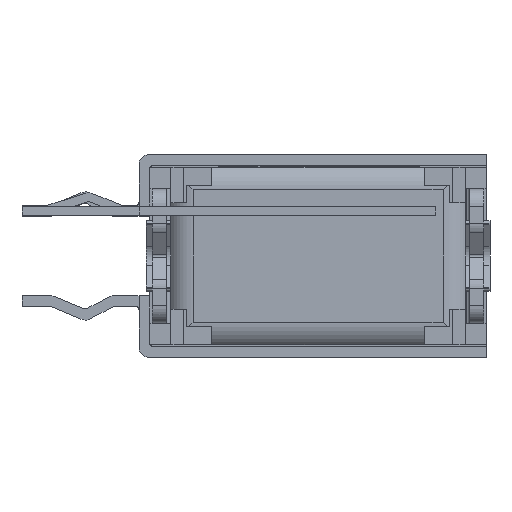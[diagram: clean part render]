
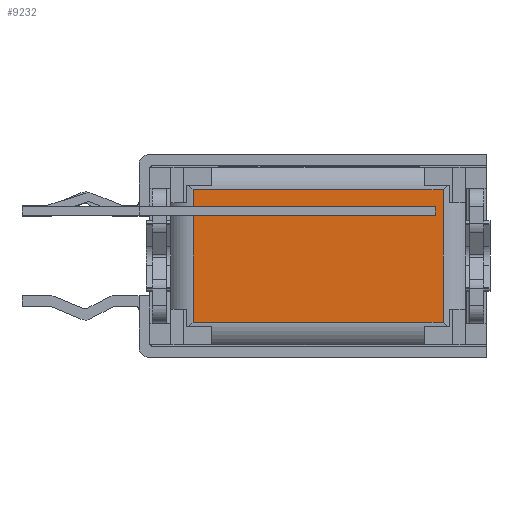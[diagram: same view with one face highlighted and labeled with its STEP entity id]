
A CAD part, front view. The second image highlights one B-rep face of the part: STEP entity #9232.
In plain terms, the highlighted planar face has unit normal (0, -1, 0).
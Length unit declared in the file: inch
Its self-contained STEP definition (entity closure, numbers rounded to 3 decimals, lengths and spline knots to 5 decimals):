
#172=FACE_BOUND('',#863,.T.);
#173=FACE_BOUND('',#864,.T.);
#174=FACE_BOUND('',#865,.T.);
#359=FACE_OUTER_BOUND('',#862,.T.);
#862=EDGE_LOOP('',(#6496,#6497,#6498,#6499));
#863=EDGE_LOOP('',(#6500,#6501,#6502,#6503));
#864=EDGE_LOOP('',(#6504,#6505,#6506,#6507));
#865=EDGE_LOOP('',(#6508,#6509,#6510,#6511));
#1702=LINE('',#13262,#2801);
#1707=LINE('',#13275,#2806);
#1714=LINE('',#13297,#2813);
#1718=LINE('',#13314,#2817);
#1719=LINE('',#13315,#2818);
#1720=LINE('',#13318,#2819);
#1721=LINE('',#13319,#2820);
#1722=LINE('',#13320,#2821);
#1723=LINE('',#13323,#2822);
#1724=LINE('',#13325,#2823);
#1725=LINE('',#13327,#2824);
#1726=LINE('',#13328,#2825);
#1727=LINE('',#13331,#2826);
#1728=LINE('',#13333,#2827);
#1729=LINE('',#13335,#2828);
#1730=LINE('',#13336,#2829);
#2801=VECTOR('',#10812,0.3937);
#2806=VECTOR('',#10821,0.0315);
#2813=VECTOR('',#10840,0.0315);
#2817=VECTOR('',#10856,0.0315);
#2818=VECTOR('',#10857,0.0315);
#2819=VECTOR('',#10858,0.3937);
#2820=VECTOR('',#10859,0.3937);
#2821=VECTOR('',#10860,0.3937);
#2822=VECTOR('',#10861,0.3937);
#2823=VECTOR('',#10862,0.3937);
#2824=VECTOR('',#10863,0.3937);
#2825=VECTOR('',#10864,0.3937);
#2826=VECTOR('',#10865,0.3937);
#2827=VECTOR('',#10866,0.3937);
#2828=VECTOR('',#10867,0.3937);
#2829=VECTOR('',#10868,0.3937);
#3893=VERTEX_POINT('',#13259);
#3894=VERTEX_POINT('',#13261);
#3899=VERTEX_POINT('',#13272);
#3900=VERTEX_POINT('',#13274);
#3909=VERTEX_POINT('',#13296);
#3916=VERTEX_POINT('',#13313);
#3917=VERTEX_POINT('',#13316);
#3918=VERTEX_POINT('',#13317);
#3919=VERTEX_POINT('',#13321);
#3920=VERTEX_POINT('',#13322);
#3921=VERTEX_POINT('',#13324);
#3922=VERTEX_POINT('',#13326);
#3923=VERTEX_POINT('',#13329);
#3924=VERTEX_POINT('',#13330);
#3925=VERTEX_POINT('',#13332);
#3926=VERTEX_POINT('',#13334);
#4880=EDGE_CURVE('',#3894,#3893,#1702,.T.);
#4886=EDGE_CURVE('',#3899,#3900,#1707,.T.);
#4897=EDGE_CURVE('',#3900,#3909,#1714,.T.);
#4906=EDGE_CURVE('',#3916,#3899,#1718,.T.);
#4907=EDGE_CURVE('',#3909,#3916,#1719,.T.);
#4908=EDGE_CURVE('',#3917,#3918,#1720,.T.);
#4909=EDGE_CURVE('',#3918,#3894,#1721,.T.);
#4910=EDGE_CURVE('',#3893,#3917,#1722,.T.);
#4911=EDGE_CURVE('',#3919,#3920,#1723,.T.);
#4912=EDGE_CURVE('',#3920,#3921,#1724,.T.);
#4913=EDGE_CURVE('',#3921,#3922,#1725,.T.);
#4914=EDGE_CURVE('',#3922,#3919,#1726,.T.);
#4915=EDGE_CURVE('',#3923,#3924,#1727,.T.);
#4916=EDGE_CURVE('',#3924,#3925,#1728,.T.);
#4917=EDGE_CURVE('',#3925,#3926,#1729,.T.);
#4918=EDGE_CURVE('',#3926,#3923,#1730,.T.);
#6496=ORIENTED_EDGE('',*,*,#4886,.F.);
#6497=ORIENTED_EDGE('',*,*,#4906,.F.);
#6498=ORIENTED_EDGE('',*,*,#4907,.F.);
#6499=ORIENTED_EDGE('',*,*,#4897,.F.);
#6500=ORIENTED_EDGE('',*,*,#4908,.T.);
#6501=ORIENTED_EDGE('',*,*,#4909,.T.);
#6502=ORIENTED_EDGE('',*,*,#4880,.T.);
#6503=ORIENTED_EDGE('',*,*,#4910,.T.);
#6504=ORIENTED_EDGE('',*,*,#4911,.T.);
#6505=ORIENTED_EDGE('',*,*,#4912,.T.);
#6506=ORIENTED_EDGE('',*,*,#4913,.T.);
#6507=ORIENTED_EDGE('',*,*,#4914,.T.);
#6508=ORIENTED_EDGE('',*,*,#4915,.T.);
#6509=ORIENTED_EDGE('',*,*,#4916,.T.);
#6510=ORIENTED_EDGE('',*,*,#4917,.T.);
#6511=ORIENTED_EDGE('',*,*,#4918,.T.);
#8832=PLANE('',#9830);
#9232=ADVANCED_FACE('',(#359,#172,#173,#174),#8832,.T.);
#9830=AXIS2_PLACEMENT_3D('',#13312,#10854,#10855);
#10812=DIRECTION('',(1.,0.,0.));
#10821=DIRECTION('',(-1.,0.,0.));
#10840=DIRECTION('',(0.,0.,1.));
#10854=DIRECTION('center_axis',(0.,-1.,0.));
#10855=DIRECTION('ref_axis',(1.,0.,0.));
#10856=DIRECTION('',(0.,0.,-1.));
#10857=DIRECTION('',(1.,0.,0.));
#10858=DIRECTION('',(-1.,0.,0.));
#10859=DIRECTION('',(0.,0.,1.));
#10860=DIRECTION('',(0.,0.,-1.));
#10861=DIRECTION('',(-1.,0.,0.));
#10862=DIRECTION('',(0.,0.,1.));
#10863=DIRECTION('',(1.,0.,0.));
#10864=DIRECTION('',(0.,0.,-1.));
#10865=DIRECTION('',(-1.,0.,0.));
#10866=DIRECTION('',(0.,0.,1.));
#10867=DIRECTION('',(1.,0.,0.));
#10868=DIRECTION('',(0.,0.,-1.));
#13259=CARTESIAN_POINT('',(-0.08268,0.00787,0.05492));
#13261=CARTESIAN_POINT('',(-0.12992,0.00787,0.05492));
#13262=CARTESIAN_POINT('',(-0.06987,0.00787,0.05492));
#13272=CARTESIAN_POINT('',(0.1388,0.00787,-0.07384));
#13274=CARTESIAN_POINT('',(-0.1388,0.00787,-0.07384));
#13275=CARTESIAN_POINT('',(-0.11811,0.00787,-0.07384));
#13296=CARTESIAN_POINT('',(-0.1388,0.00787,0.07384));
#13297=CARTESIAN_POINT('',(-0.1388,0.00787,0.05906));
#13312=CARTESIAN_POINT('Origin',(0.,0.00787,
0.));
#13313=CARTESIAN_POINT('',(0.1388,0.00787,0.07384));
#13314=CARTESIAN_POINT('',(0.1388,0.00787,-0.05906));
#13315=CARTESIAN_POINT('',(0.11811,0.00787,0.07384));
#13316=CARTESIAN_POINT('',(-0.08268,0.00787,0.04508));
#13317=CARTESIAN_POINT('',(-0.12992,0.00787,0.04508));
#13318=CARTESIAN_POINT('',(-0.06987,0.00787,0.04508));
#13319=CARTESIAN_POINT('',(-0.12992,0.00787,0.025));
#13320=CARTESIAN_POINT('',(-0.08268,0.00787,0.025));
#13321=CARTESIAN_POINT('',(0.02756,0.00787,0.04508));
#13322=CARTESIAN_POINT('',(-0.02756,0.00787,0.04508));
#13323=CARTESIAN_POINT('',(-0.05894,0.00787,0.04508));
#13324=CARTESIAN_POINT('',(-0.02756,0.00787,0.05492));
#13325=CARTESIAN_POINT('',(-0.02756,0.00787,0.025));
#13326=CARTESIAN_POINT('',(0.02756,0.00787,0.05492));
#13327=CARTESIAN_POINT('',(-0.05894,0.00787,0.05492));
#13328=CARTESIAN_POINT('',(0.02756,0.00787,0.025));
#13329=CARTESIAN_POINT('',(0.12992,0.00787,0.04508));
#13330=CARTESIAN_POINT('',(0.0748,0.00787,0.04508));
#13331=CARTESIAN_POINT('',(-0.02032,0.00787,0.04508));
#13332=CARTESIAN_POINT('',(0.0748,0.00787,0.05492));
#13333=CARTESIAN_POINT('',(0.0748,0.00787,0.025));
#13334=CARTESIAN_POINT('',(0.12992,0.00787,0.05492));
#13335=CARTESIAN_POINT('',(-0.02032,0.00787,0.05492));
#13336=CARTESIAN_POINT('',(0.12992,0.00787,0.025));
